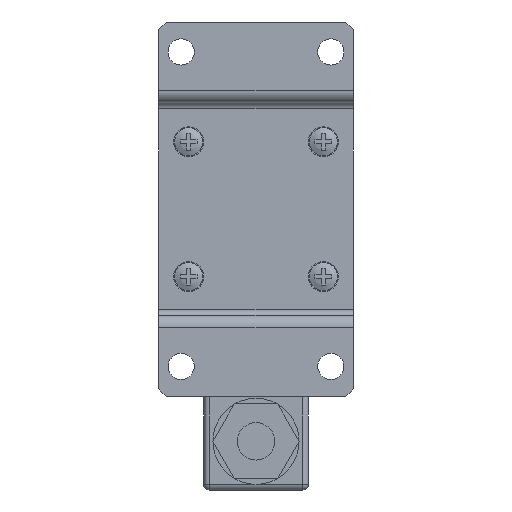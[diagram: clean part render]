
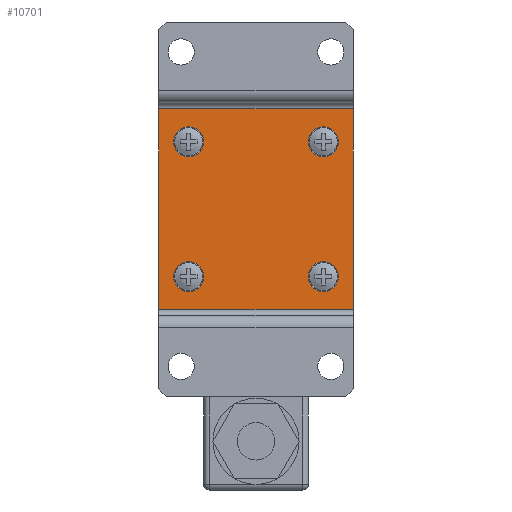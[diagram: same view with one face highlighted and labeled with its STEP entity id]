
A CAD part, front view. The second image highlights one B-rep face of the part: STEP entity #10701.
In plain terms, the highlighted planar face has unit normal (0, -1, 0).
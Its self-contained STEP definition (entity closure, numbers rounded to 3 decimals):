
#42 = AXIS2_PLACEMENT_3D ( 'NONE', #15080, #1975, #6215 ) ;
#154 = CARTESIAN_POINT ( 'NONE',  ( -30., -1.6, 26. ) ) ;
#160 = PLANE ( 'NONE',  #14758 ) ;
#414 = DIRECTION ( 'NONE',  ( 0., 0., 1. ) ) ;
#521 = LINE ( 'NONE', #7700, #7370 ) ;
#838 = DIRECTION ( 'NONE',  ( 0., 0., 1. ) ) ;
#1000 = DIRECTION ( 'NONE',  ( 0., 0., 1. ) ) ;
#1145 = EDGE_CURVE ( 'NONE', #13655, #1798, #1378, .T. ) ;
#1193 = DIRECTION ( 'NONE',  ( 0., -1., 0. ) ) ;
#1378 = CIRCLE ( 'NONE', #16840, 4. ) ;
#1607 = CARTESIAN_POINT ( 'NONE',  ( 14., -1.6, 18. ) ) ;
#1675 = VERTEX_POINT ( 'NONE', #14918 ) ;
#1798 = VERTEX_POINT ( 'NONE', #18048 ) ;
#1975 = DIRECTION ( 'NONE',  ( 0., -1., 0. ) ) ;
#2251 = VERTEX_POINT ( 'NONE', #5954 ) ;
#2269 = CARTESIAN_POINT ( 'NONE',  ( -18., -1.6, 18. ) ) ;
#2565 = ORIENTED_EDGE ( 'NONE', *, *, #13672, .F. ) ;
#2643 = ORIENTED_EDGE ( 'NONE', *, *, #8383, .F. ) ;
#2650 = LINE ( 'NONE', #154, #3090 ) ;
#3090 = VECTOR ( 'NONE', #10294, 1000. ) ;
#3622 = CARTESIAN_POINT ( 'NONE',  ( -22., -1.6, -18. ) ) ;
#3711 = LINE ( 'NONE', #6348, #14243 ) ;
#3988 = EDGE_CURVE ( 'NONE', #1798, #13655, #18565, .T. ) ;
#4003 = ORIENTED_EDGE ( 'NONE', *, *, #3988, .F. ) ;
#4321 = VERTEX_POINT ( 'NONE', #7517 ) ;
#4337 = VERTEX_POINT ( 'NONE', #13320 ) ;
#4399 = EDGE_CURVE ( 'NONE', #14251, #4321, #2650, .T. ) ;
#4484 = ORIENTED_EDGE ( 'NONE', *, *, #4399, .F. ) ;
#4637 = EDGE_LOOP ( 'NONE', ( #11029, #18296 ) ) ;
#4661 = ORIENTED_EDGE ( 'NONE', *, *, #5937, .F. ) ;
#4746 = CARTESIAN_POINT ( 'NONE',  ( -14., -1.6, 18. ) ) ;
#5110 = DIRECTION ( 'NONE',  ( 0., -1., 0. ) ) ;
#5648 = VERTEX_POINT ( 'NONE', #7491 ) ;
#5782 = ORIENTED_EDGE ( 'NONE', *, *, #6317, .T. ) ;
#5937 = EDGE_CURVE ( 'NONE', #1675, #11801, #11392, .T. ) ;
#5954 = CARTESIAN_POINT ( 'NONE',  ( 22., -1.6, -18. ) ) ;
#6046 = DIRECTION ( 'NONE',  ( 0., 0., 1. ) ) ;
#6215 = DIRECTION ( 'NONE',  ( 0., 0., 1. ) ) ;
#6317 = EDGE_CURVE ( 'NONE', #5648, #4321, #11817, .T. ) ;
#6348 = CARTESIAN_POINT ( 'NONE',  ( -30., -1.6, -26. ) ) ;
#6653 = DIRECTION ( 'NONE',  ( 0., -1., 0. ) ) ;
#6701 = CARTESIAN_POINT ( 'NONE',  ( -26.8, -1.6, 26. ) ) ;
#6961 = ORIENTED_EDGE ( 'NONE', *, *, #10842, .T. ) ;
#7168 = FACE_BOUND ( 'NONE', #7726, .T. ) ;
#7370 = VECTOR ( 'NONE', #10677, 1000. ) ;
#7491 = CARTESIAN_POINT ( 'NONE',  ( 26.8, -1.6, -26. ) ) ;
#7517 = CARTESIAN_POINT ( 'NONE',  ( 26.8, -1.6, 26. ) ) ;
#7648 = CARTESIAN_POINT ( 'NONE',  ( -18., -1.6, 18. ) ) ;
#7700 = CARTESIAN_POINT ( 'NONE',  ( -26.8, -1.6, -26. ) ) ;
#7704 = DIRECTION ( 'NONE',  ( 1., 0., 0. ) ) ;
#7726 = EDGE_LOOP ( 'NONE', ( #4003, #13402 ) ) ;
#7935 = VECTOR ( 'NONE', #11455, 1000. ) ;
#8093 = AXIS2_PLACEMENT_3D ( 'NONE', #10289, #11781, #16355 ) ;
#8171 = VERTEX_POINT ( 'NONE', #15715 ) ;
#8297 = CARTESIAN_POINT ( 'NONE',  ( 18., -1.6, 18. ) ) ;
#8383 = EDGE_CURVE ( 'NONE', #17826, #14799, #15526, .T. ) ;
#8885 = ORIENTED_EDGE ( 'NONE', *, *, #13290, .T. ) ;
#8984 = ORIENTED_EDGE ( 'NONE', *, *, #14260, .F. ) ;
#9112 = DIRECTION ( 'NONE',  ( 0., -1., 0. ) ) ;
#9755 = DIRECTION ( 'NONE',  ( 0., 0., 1. ) ) ;
#10289 = CARTESIAN_POINT ( 'NONE',  ( -18., -1.6, -18. ) ) ;
#10294 = DIRECTION ( 'NONE',  ( 1., 0., 0. ) ) ;
#10297 = DIRECTION ( 'NONE',  ( 0., 1., 0. ) ) ;
#10677 = DIRECTION ( 'NONE',  ( 0., 0., -1. ) ) ;
#10701 = ADVANCED_FACE ( 'NONE', ( #18732, #7168, #15341, #17623, #12384 ), #160, .F. ) ;
#10842 = EDGE_CURVE ( 'NONE', #8171, #5648, #3711, .T. ) ;
#11029 = ORIENTED_EDGE ( 'NONE', *, *, #12585, .F. ) ;
#11110 = DIRECTION ( 'NONE',  ( 0., 0., 1. ) ) ;
#11392 = CIRCLE ( 'NONE', #13914, 4. ) ;
#11455 = DIRECTION ( 'NONE',  ( 0., 0., 1. ) ) ;
#11659 = CIRCLE ( 'NONE', #42, 4. ) ;
#11781 = DIRECTION ( 'NONE',  ( 0., -1., 0. ) ) ;
#11801 = VERTEX_POINT ( 'NONE', #1607 ) ;
#11817 = LINE ( 'NONE', #14164, #7935 ) ;
#11909 = CARTESIAN_POINT ( 'NONE',  ( -14., -1.6, -18. ) ) ;
#11965 = EDGE_CURVE ( 'NONE', #2251, #4337, #15817, .T. ) ;
#12384 = FACE_BOUND ( 'NONE', #4637, .T. ) ;
#12428 = DIRECTION ( 'NONE',  ( 0., 0., 1. ) ) ;
#12585 = EDGE_CURVE ( 'NONE', #4337, #2251, #13317, .T. ) ;
#12673 = EDGE_LOOP ( 'NONE', ( #8984, #4661 ) ) ;
#13290 = EDGE_CURVE ( 'NONE', #14251, #8171, #521, .T. ) ;
#13317 = CIRCLE ( 'NONE', #16208, 4. ) ;
#13320 = CARTESIAN_POINT ( 'NONE',  ( 14., -1.6, -18. ) ) ;
#13402 = ORIENTED_EDGE ( 'NONE', *, *, #1145, .F. ) ;
#13558 = AXIS2_PLACEMENT_3D ( 'NONE', #8297, #13967, #838 ) ;
#13655 = VERTEX_POINT ( 'NONE', #4746 ) ;
#13672 = EDGE_CURVE ( 'NONE', #14799, #17826, #11659, .T. ) ;
#13857 = CARTESIAN_POINT ( 'NONE',  ( 18., -1.6, -18. ) ) ;
#13914 = AXIS2_PLACEMENT_3D ( 'NONE', #17012, #1193, #9755 ) ;
#13967 = DIRECTION ( 'NONE',  ( 0., -1., 0. ) ) ;
#13993 = CARTESIAN_POINT ( 'NONE',  ( 18., -1.6, -18. ) ) ;
#14164 = CARTESIAN_POINT ( 'NONE',  ( 26.8, -1.6, 26. ) ) ;
#14243 = VECTOR ( 'NONE', #7704, 1000. ) ;
#14251 = VERTEX_POINT ( 'NONE', #6701 ) ;
#14260 = EDGE_CURVE ( 'NONE', #11801, #1675, #17964, .T. ) ;
#14747 = CARTESIAN_POINT ( 'NONE',  ( -30., -1.6, 26. ) ) ;
#14758 = AXIS2_PLACEMENT_3D ( 'NONE', #14747, #10297, #6046 ) ;
#14799 = VERTEX_POINT ( 'NONE', #3622 ) ;
#14918 = CARTESIAN_POINT ( 'NONE',  ( 22., -1.6, 18. ) ) ;
#15000 = EDGE_LOOP ( 'NONE', ( #4484, #8885, #6961, #5782 ) ) ;
#15080 = CARTESIAN_POINT ( 'NONE',  ( -18., -1.6, -18. ) ) ;
#15113 = DIRECTION ( 'NONE',  ( 0., -1., 0. ) ) ;
#15341 = FACE_OUTER_BOUND ( 'NONE', #15000, .T. ) ;
#15526 = CIRCLE ( 'NONE', #8093, 4. ) ;
#15715 = CARTESIAN_POINT ( 'NONE',  ( -26.8, -1.6, -26. ) ) ;
#15817 = CIRCLE ( 'NONE', #18740, 4. ) ;
#16208 = AXIS2_PLACEMENT_3D ( 'NONE', #13993, #5110, #1000 ) ;
#16355 = DIRECTION ( 'NONE',  ( 0., 0., 1. ) ) ;
#16840 = AXIS2_PLACEMENT_3D ( 'NONE', #7648, #9112, #414 ) ;
#17012 = CARTESIAN_POINT ( 'NONE',  ( 18., -1.6, 18. ) ) ;
#17623 = FACE_BOUND ( 'NONE', #18596, .T. ) ;
#17826 = VERTEX_POINT ( 'NONE', #11909 ) ;
#17964 = CIRCLE ( 'NONE', #13558, 4. ) ;
#18048 = CARTESIAN_POINT ( 'NONE',  ( -22., -1.6, 18. ) ) ;
#18296 = ORIENTED_EDGE ( 'NONE', *, *, #11965, .F. ) ;
#18565 = CIRCLE ( 'NONE', #18581, 4. ) ;
#18581 = AXIS2_PLACEMENT_3D ( 'NONE', #2269, #15113, #12428 ) ;
#18596 = EDGE_LOOP ( 'NONE', ( #2565, #2643 ) ) ;
#18732 = FACE_BOUND ( 'NONE', #12673, .T. ) ;
#18740 = AXIS2_PLACEMENT_3D ( 'NONE', #13857, #6653, #11110 ) ;
